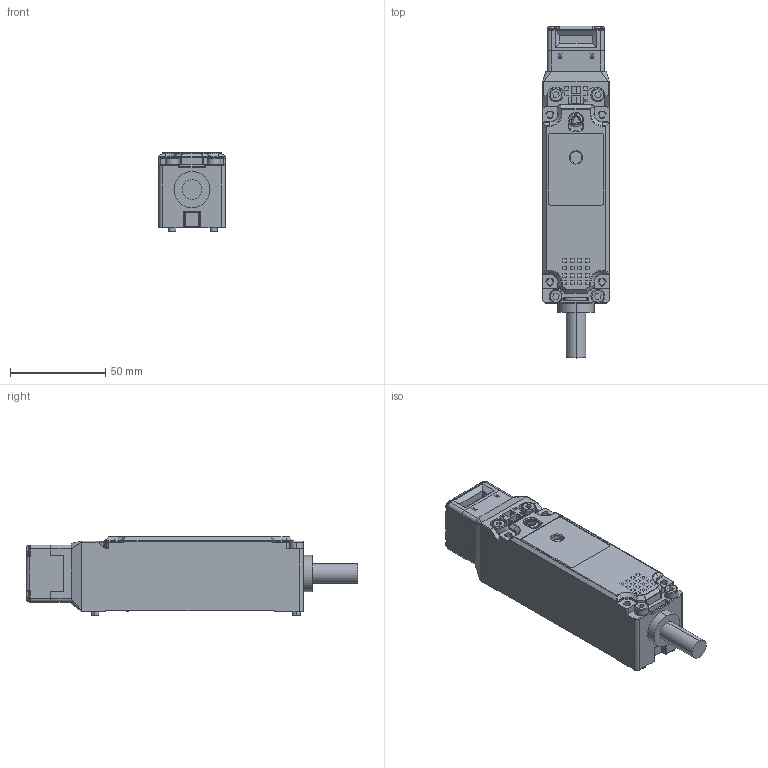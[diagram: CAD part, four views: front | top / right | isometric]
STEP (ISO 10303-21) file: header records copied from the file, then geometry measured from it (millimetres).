
FILE_DESCRIPTION (( 'STEP AP203' ), '1' );
FILE_NAME ('OUTSIDE-HS5E-#4.STEP', '2014-04-18T10:12:16', ( 'IDEC' ), ( '' ), 'SwSTEP 2.0', 'SolidWorks 2012', '' );
FILE_SCHEMA (( 'CONFIG_CONTROL_DESIGN' ));
Products named in the file (5): OUTSIDE-HS5E-#4; OUTSIDE-HS5E-UNLOCK-SCREW; OUTSIDE-HS5E-HEAD-CV; OUTSIDE-HS5E-CAM-RECV; OUTSIDE-HS5E
Assembly tree (4 placements, depth 2):
  OUTSIDE-HS5E-#4
    OUTSIDE-HS5E
    OUTSIDE-HS5E-CAM-RECV
    OUTSIDE-HS5E-HEAD-CV
    OUTSIDE-HS5E-UNLOCK-SCREW
Bounding box: 35 x 174.6 x 41.4 mm (x, y, z)
Volume: 168425.7 mm3; surface area: 46679.9 mm2
Topology: 9 solids, 9 shells, 1657 faces, 4282 edges, 2706 vertices
Faces by surface type: plane 937, cylinder 465, bspline 172, cone 83
Entity records: 54771 total; most frequent: CARTESIAN_POINT 14974, ORIENTED_EDGE 8520, DIRECTION 7752, EDGE_CURVE 4260, VERTEX_POINT 2706, LINE 2682, VECTOR 2682, AXIS2_PLACEMENT_3D 2535
